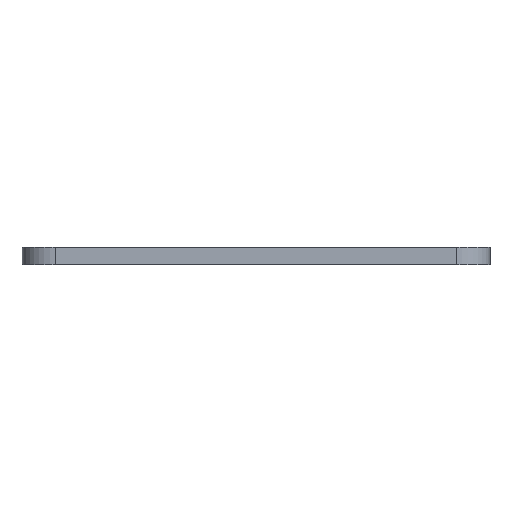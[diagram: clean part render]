
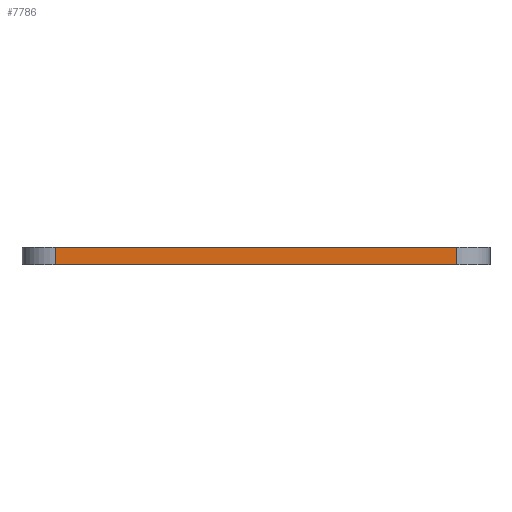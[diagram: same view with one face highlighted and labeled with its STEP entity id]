
A CAD part, left-side view. The second image highlights one B-rep face of the part: STEP entity #7786.
In plain terms, the highlighted planar face has unit normal (-1, 0, 0).
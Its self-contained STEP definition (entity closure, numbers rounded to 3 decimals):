
#83 = PLANE('',#84);
#84 = AXIS2_PLACEMENT_3D('',#85,#86,#87);
#85 = CARTESIAN_POINT('',(155.,-81.,1.6));
#86 = DIRECTION('',(-0.,-0.,-1.));
#87 = DIRECTION('',(-1.,0.,0.));
#137 = PLANE('',#138);
#138 = AXIS2_PLACEMENT_3D('',#139,#140,#141);
#139 = CARTESIAN_POINT('',(155.,-81.,0.));
#140 = DIRECTION('',(-0.,-0.,-1.));
#141 = DIRECTION('',(-1.,0.,0.));
#350 = VERTEX_POINT('',#351);
#351 = CARTESIAN_POINT('',(120.,-99.,0.));
#370 = CYLINDRICAL_SURFACE('',#371,3.);
#371 = AXIS2_PLACEMENT_3D('',#372,#373,#374);
#372 = CARTESIAN_POINT('',(123.,-99.,0.));
#373 = DIRECTION('',(-0.,-0.,-1.));
#374 = DIRECTION('',(1.,0.,-0.));
#382 = EDGE_CURVE('',#350,#383,#385,.T.);
#383 = VERTEX_POINT('',#384);
#384 = CARTESIAN_POINT('',(120.,-63.,0.));
#385 = SURFACE_CURVE('',#386,(#390,#397),.PCURVE_S1.);
#386 = LINE('',#387,#388);
#387 = CARTESIAN_POINT('',(120.,-99.,0.));
#388 = VECTOR('',#389,1.);
#389 = DIRECTION('',(0.,1.,0.));
#390 = PCURVE('',#137,#391);
#391 = DEFINITIONAL_REPRESENTATION('',(#392),#396);
#392 = LINE('',#393,#394);
#393 = CARTESIAN_POINT('',(35.,-18.));
#394 = VECTOR('',#395,1.);
#395 = DIRECTION('',(0.,1.));
#396 = ( GEOMETRIC_REPRESENTATION_CONTEXT(2) 
PARAMETRIC_REPRESENTATION_CONTEXT() REPRESENTATION_CONTEXT('2D SPACE',''
  ) );
#397 = PCURVE('',#398,#403);
#398 = PLANE('',#399);
#399 = AXIS2_PLACEMENT_3D('',#400,#401,#402);
#400 = CARTESIAN_POINT('',(120.,-99.,0.));
#401 = DIRECTION('',(-1.,0.,0.));
#402 = DIRECTION('',(0.,1.,0.));
#403 = DEFINITIONAL_REPRESENTATION('',(#404),#408);
#404 = LINE('',#405,#406);
#405 = CARTESIAN_POINT('',(0.,0.));
#406 = VECTOR('',#407,1.);
#407 = DIRECTION('',(1.,0.));
#408 = ( GEOMETRIC_REPRESENTATION_CONTEXT(2) 
PARAMETRIC_REPRESENTATION_CONTEXT() REPRESENTATION_CONTEXT('2D SPACE',''
  ) );
#431 = CYLINDRICAL_SURFACE('',#432,3.);
#432 = AXIS2_PLACEMENT_3D('',#433,#434,#435);
#433 = CARTESIAN_POINT('',(123.,-63.,0.));
#434 = DIRECTION('',(-0.,-0.,-1.));
#435 = DIRECTION('',(1.,0.,-0.));
#4309 = VERTEX_POINT('',#4310);
#4310 = CARTESIAN_POINT('',(120.,-99.,1.6));
#4336 = EDGE_CURVE('',#4309,#4337,#4339,.T.);
#4337 = VERTEX_POINT('',#4338);
#4338 = CARTESIAN_POINT('',(120.,-63.,1.6));
#4339 = SURFACE_CURVE('',#4340,(#4344,#4351),.PCURVE_S1.);
#4340 = LINE('',#4341,#4342);
#4341 = CARTESIAN_POINT('',(120.,-99.,1.6));
#4342 = VECTOR('',#4343,1.);
#4343 = DIRECTION('',(0.,1.,0.));
#4344 = PCURVE('',#83,#4345);
#4345 = DEFINITIONAL_REPRESENTATION('',(#4346),#4350);
#4346 = LINE('',#4347,#4348);
#4347 = CARTESIAN_POINT('',(35.,-18.));
#4348 = VECTOR('',#4349,1.);
#4349 = DIRECTION('',(0.,1.));
#4350 = ( GEOMETRIC_REPRESENTATION_CONTEXT(2) 
PARAMETRIC_REPRESENTATION_CONTEXT() REPRESENTATION_CONTEXT('2D SPACE',''
  ) );
#4351 = PCURVE('',#398,#4352);
#4352 = DEFINITIONAL_REPRESENTATION('',(#4353),#4357);
#4353 = LINE('',#4354,#4355);
#4354 = CARTESIAN_POINT('',(0.,-1.6));
#4355 = VECTOR('',#4356,1.);
#4356 = DIRECTION('',(1.,0.));
#4357 = ( GEOMETRIC_REPRESENTATION_CONTEXT(2) 
PARAMETRIC_REPRESENTATION_CONTEXT() REPRESENTATION_CONTEXT('2D SPACE',''
  ) );
#7738 = EDGE_CURVE('',#383,#4337,#7739,.T.);
#7739 = SURFACE_CURVE('',#7740,(#7744,#7751),.PCURVE_S1.);
#7740 = LINE('',#7741,#7742);
#7741 = CARTESIAN_POINT('',(120.,-63.,0.));
#7742 = VECTOR('',#7743,1.);
#7743 = DIRECTION('',(0.,0.,1.));
#7744 = PCURVE('',#431,#7745);
#7745 = DEFINITIONAL_REPRESENTATION('',(#7746),#7750);
#7746 = LINE('',#7747,#7748);
#7747 = CARTESIAN_POINT('',(-3.142,0.));
#7748 = VECTOR('',#7749,1.);
#7749 = DIRECTION('',(-0.,-1.));
#7750 = ( GEOMETRIC_REPRESENTATION_CONTEXT(2) 
PARAMETRIC_REPRESENTATION_CONTEXT() REPRESENTATION_CONTEXT('2D SPACE',''
  ) );
#7751 = PCURVE('',#398,#7752);
#7752 = DEFINITIONAL_REPRESENTATION('',(#7753),#7757);
#7753 = LINE('',#7754,#7755);
#7754 = CARTESIAN_POINT('',(36.,0.));
#7755 = VECTOR('',#7756,1.);
#7756 = DIRECTION('',(0.,-1.));
#7757 = ( GEOMETRIC_REPRESENTATION_CONTEXT(2) 
PARAMETRIC_REPRESENTATION_CONTEXT() REPRESENTATION_CONTEXT('2D SPACE',''
  ) );
#7763 = EDGE_CURVE('',#350,#4309,#7764,.T.);
#7764 = SURFACE_CURVE('',#7765,(#7769,#7776),.PCURVE_S1.);
#7765 = LINE('',#7766,#7767);
#7766 = CARTESIAN_POINT('',(120.,-99.,0.));
#7767 = VECTOR('',#7768,1.);
#7768 = DIRECTION('',(0.,0.,1.));
#7769 = PCURVE('',#370,#7770);
#7770 = DEFINITIONAL_REPRESENTATION('',(#7771),#7775);
#7771 = LINE('',#7772,#7773);
#7772 = CARTESIAN_POINT('',(-3.142,0.));
#7773 = VECTOR('',#7774,1.);
#7774 = DIRECTION('',(-0.,-1.));
#7775 = ( GEOMETRIC_REPRESENTATION_CONTEXT(2) 
PARAMETRIC_REPRESENTATION_CONTEXT() REPRESENTATION_CONTEXT('2D SPACE',''
  ) );
#7776 = PCURVE('',#398,#7777);
#7777 = DEFINITIONAL_REPRESENTATION('',(#7778),#7782);
#7778 = LINE('',#7779,#7780);
#7779 = CARTESIAN_POINT('',(0.,0.));
#7780 = VECTOR('',#7781,1.);
#7781 = DIRECTION('',(0.,-1.));
#7782 = ( GEOMETRIC_REPRESENTATION_CONTEXT(2) 
PARAMETRIC_REPRESENTATION_CONTEXT() REPRESENTATION_CONTEXT('2D SPACE',''
  ) );
#7786 = ADVANCED_FACE('',(#7787),#398,.T.);
#7787 = FACE_BOUND('',#7788,.T.);
#7788 = EDGE_LOOP('',(#7789,#7790,#7791,#7792));
#7789 = ORIENTED_EDGE('',*,*,#7763,.T.);
#7790 = ORIENTED_EDGE('',*,*,#4336,.T.);
#7791 = ORIENTED_EDGE('',*,*,#7738,.F.);
#7792 = ORIENTED_EDGE('',*,*,#382,.F.);
